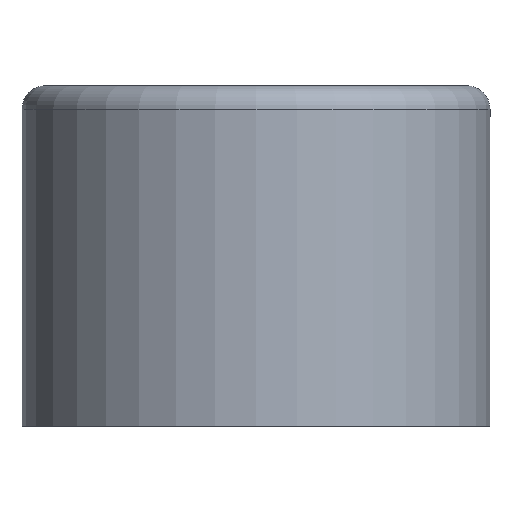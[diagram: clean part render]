
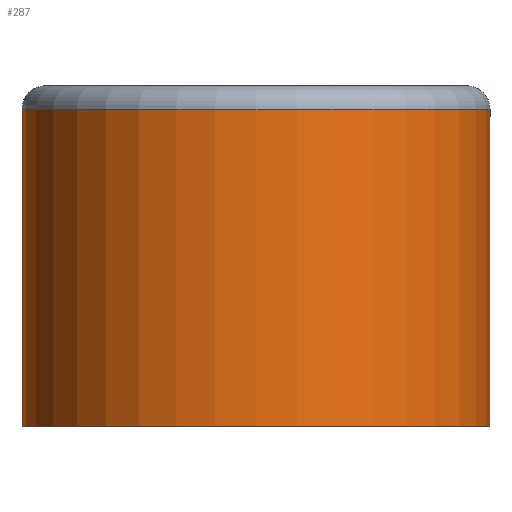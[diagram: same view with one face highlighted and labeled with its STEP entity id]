
A CAD part, left-side view. The second image highlights one B-rep face of the part: STEP entity #287.
In plain terms, the highlighted cylindrical face has radius 50 mm (diameter 100 mm), a partial arc.
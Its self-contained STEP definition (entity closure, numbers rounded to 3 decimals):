
#6 = EDGE_CURVE ( 'NONE', #119, #218, #66, .T. ) ;
#16 = DIRECTION ( 'NONE',  ( 0., -1., 0. ) ) ;
#19 = CARTESIAN_POINT ( 'NONE',  ( 0., -50., 35.38 ) ) ;
#21 = EDGE_CURVE ( 'NONE', #119, #33, #54, .T. ) ;
#25 = AXIS2_PLACEMENT_3D ( 'NONE', #274, #307, #16 ) ;
#33 = VERTEX_POINT ( 'NONE', #214 ) ;
#54 = CIRCLE ( 'NONE', #240, 50. ) ;
#61 = ORIENTED_EDGE ( 'NONE', *, *, #219, .T. ) ;
#66 = LINE ( 'NONE', #187, #250 ) ;
#87 = FACE_OUTER_BOUND ( 'NONE', #413, .T. ) ;
#91 = ORIENTED_EDGE ( 'NONE', *, *, #362, .F. ) ;
#97 = VERTEX_POINT ( 'NONE', #200 ) ;
#98 = DIRECTION ( 'NONE',  ( 0., 0., 1. ) ) ;
#99 = DIRECTION ( 'NONE',  ( 0., 0., 1. ) ) ;
#119 = VERTEX_POINT ( 'NONE', #238 ) ;
#123 = LINE ( 'NONE', #215, #392 ) ;
#187 = CARTESIAN_POINT ( 'NONE',  ( 0., -50., -32.37 ) ) ;
#200 = CARTESIAN_POINT ( 'NONE',  ( 0., 50., 35.38 ) ) ;
#209 = CYLINDRICAL_SURFACE ( 'NONE', #25, 50. ) ;
#214 = CARTESIAN_POINT ( 'NONE',  ( 0., 50., -32.37 ) ) ;
#215 = CARTESIAN_POINT ( 'NONE',  ( 0., 50., -32.37 ) ) ;
#218 = VERTEX_POINT ( 'NONE', #19 ) ;
#219 = EDGE_CURVE ( 'NONE', #218, #97, #365, .T. ) ;
#223 = DIRECTION ( 'NONE',  ( 0., 0., -1. ) ) ;
#238 = CARTESIAN_POINT ( 'NONE',  ( 0., -50., -32.37 ) ) ;
#240 = AXIS2_PLACEMENT_3D ( 'NONE', #291, #223, #355 ) ;
#250 = VECTOR ( 'NONE', #99, 1000. ) ;
#274 = CARTESIAN_POINT ( 'NONE',  ( 0., 0., -32.37 ) ) ;
#287 = ADVANCED_FACE ( 'NONE', ( #87 ), #209, .T. ) ;
#291 = CARTESIAN_POINT ( 'NONE',  ( 0., 0., -32.37 ) ) ;
#306 = CARTESIAN_POINT ( 'NONE',  ( 0., 0., 35.38 ) ) ;
#307 = DIRECTION ( 'NONE',  ( 0., 0., 1. ) ) ;
#340 = AXIS2_PLACEMENT_3D ( 'NONE', #306, #405, #370 ) ;
#355 = DIRECTION ( 'NONE',  ( 0., 1., 0. ) ) ;
#362 = EDGE_CURVE ( 'NONE', #33, #97, #123, .T. ) ;
#365 = CIRCLE ( 'NONE', #340, 50. ) ;
#370 = DIRECTION ( 'NONE',  ( 0., -1., 0. ) ) ;
#382 = ORIENTED_EDGE ( 'NONE', *, *, #21, .F. ) ;
#392 = VECTOR ( 'NONE', #98, 1000. ) ;
#404 = ORIENTED_EDGE ( 'NONE', *, *, #6, .T. ) ;
#405 = DIRECTION ( 'NONE',  ( 0., 0., -1. ) ) ;
#413 = EDGE_LOOP ( 'NONE', ( #91, #382, #404, #61 ) ) ;
